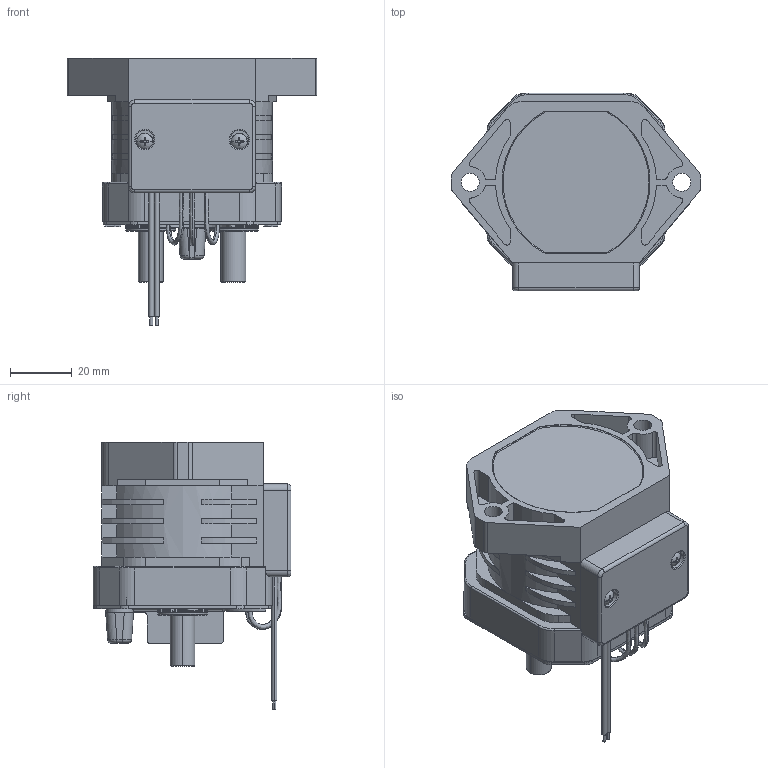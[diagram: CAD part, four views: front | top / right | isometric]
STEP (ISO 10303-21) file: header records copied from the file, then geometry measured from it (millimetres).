
FILE_DESCRIPTION((''),'2;1');
FILE_NAME('0_ASM','2021-01-12T09:43:35',('dell'),(''),'CREO PARAMETRIC BY PTC INC, 2020033','CREO PARAMETRIC BY PTC INC, 2020033','');
FILE_SCHEMA(('CONFIG_CONTROL_DESIGN'));
Products named in the file (14): NLW_2-9_1_2_1; NLW_2-9720_1_2_1; 7_1_1-19431_1_2_1; 7_1_1-21587_1_2_1; 18_1_1_SOLID_1_1_2_1; 23_1_1-27906_1_2_1; 23_1_1-28130_1_2_1; 23_1_1-28354_1_2_1; 00_1_1_2_1; 0002_1_1_1_2_1; 0002_1_2_1_2_1; 0002_1_3_1_2_1; 250_1_2_ASM_1_ASM; 0_ASM
Assembly tree (13 placements, depth 3):
  0_ASM
    250_1_2_ASM_1_ASM
      NLW_2-9_1_2_1
      NLW_2-9720_1_2_1
      7_1_1-19431_1_2_1
      7_1_1-21587_1_2_1
      18_1_1_SOLID_1_1_2_1
      23_1_1-27906_1_2_1
      23_1_1-28130_1_2_1
      23_1_1-28354_1_2_1
      00_1_1_2_1
      0002_1_1_1_2_1
      0002_1_2_1_2_1
      0002_1_3_1_2_1
Bounding box: 80.5 x 63.9 x 86.4 mm (x, y, z)
Volume: 50658.2 mm3; surface area: 48510.5 mm2
Topology: 12 solids, 15 shells, 1340 faces, 3872 edges, 2598 vertices
Faces by surface type: plane 718, cylinder 390, cone 143, torus 64, bspline 16, extrusion 5, sphere 4
Entity records: 57509 total; most frequent: CARTESIAN_POINT 21280, ORIENTED_EDGE 7728, DIRECTION 7595, EDGE_CURVE 3868, AXIS2_PLACEMENT_3D 2769, VERTEX_POINT 2598, VECTOR 2057, LINE 2052
